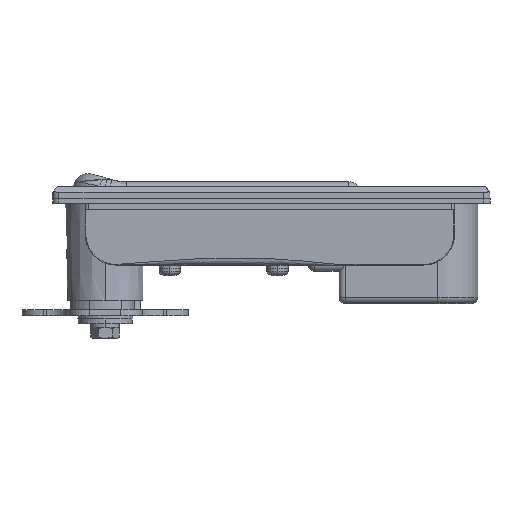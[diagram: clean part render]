
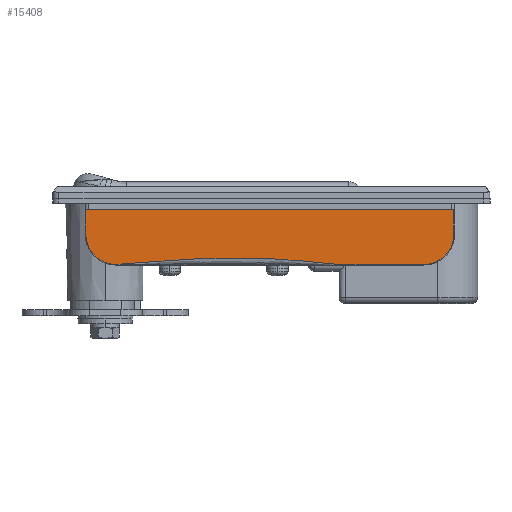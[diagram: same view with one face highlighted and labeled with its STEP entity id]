
A CAD part, left-side view. The second image highlights one B-rep face of the part: STEP entity #15408.
In plain terms, the highlighted face is planar.
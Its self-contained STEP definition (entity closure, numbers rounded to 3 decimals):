
#108 = CARTESIAN_POINT ( 'NONE',  ( 15.5, 10., -50. ) ) ;
#205 = DIRECTION ( 'NONE',  ( 0., 0., -1. ) ) ;
#390 = DIRECTION ( 'NONE',  ( 0., -1., 0. ) ) ;
#504 = CARTESIAN_POINT ( 'NONE',  ( 15.5, 19.8, 50. ) ) ;
#1098 = B_SPLINE_CURVE_WITH_KNOTS ( 'NONE', 3,
 ( #17947, #16112, #14262, #12386, #10567, #8726, #6863, #5035, #3190, #1326, #17529, #15668, #13816 ),
 .UNSPECIFIED., .F., .F.,
 ( 4, 3, 3, 3, 4 ),
 ( 0.01, 0.035, 0.06, 0.085, 0.11 ),
 .UNSPECIFIED. ) ;
#1119 = CIRCLE ( 'NONE', #4470, 9.8 ) ;
#1326 = CARTESIAN_POINT ( 'NONE',  ( 15.5, 19.8, 25. ) ) ;
#1335 = DIRECTION ( 'NONE',  ( 0., -1., 0. ) ) ;
#1736 = EDGE_CURVE ( 'NONE', #14417, #12382, #4085, .T. ) ;
#1857 = EDGE_LOOP ( 'NONE', ( #9065, #6421, #6893, #14839, #8020, #6833 ) ) ;
#1971 = AXIS2_PLACEMENT_3D ( 'NONE', #5044, #3198, #1335 ) ;
#2065 = CARTESIAN_POINT ( 'NONE',  ( 15.5, 2., 60. ) ) ;
#2111 = DIRECTION ( 'NONE',  ( 0., -1., 0. ) ) ;
#2256 = CARTESIAN_POINT ( 'NONE',  ( 15.5, 20., 59.8 ) ) ;
#2772 = VERTEX_POINT ( 'NONE', #15931 ) ;
#3042 = DIRECTION ( 'NONE',  ( 0., 1., 0. ) ) ;
#3190 = CARTESIAN_POINT ( 'NONE',  ( 15.5, 19.8, 16.667 ) ) ;
#3198 = DIRECTION ( 'NONE',  ( -1., 0., 0. ) ) ;
#3231 = CARTESIAN_POINT ( 'NONE',  ( 15.5, 10., 59.8 ) ) ;
#3549 = EDGE_CURVE ( 'NONE', #12752, #14417, #1119, .T. ) ;
#3913 = LINE ( 'NONE', #2065, #13945 ) ;
#3954 = DIRECTION ( 'NONE',  ( 1., 0., 0. ) ) ;
#4085 = LINE ( 'NONE', #2256, #14604 ) ;
#4470 = AXIS2_PLACEMENT_3D ( 'NONE', #5802, #3954, #2111 ) ;
#4884 = EDGE_CURVE ( 'NONE', #13079, #2772, #6722, .T. ) ;
#4887 = CARTESIAN_POINT ( 'NONE',  ( 15.5, 10., -59.8 ) ) ;
#5035 = CARTESIAN_POINT ( 'NONE',  ( 15.5, 18., 8.333 ) ) ;
#5044 = CARTESIAN_POINT ( 'NONE',  ( 15.5, 20., 60. ) ) ;
#5802 = CARTESIAN_POINT ( 'NONE',  ( 15.5, 10., 50. ) ) ;
#5911 = VECTOR ( 'NONE', #3042, 1000. ) ;
#6421 = ORIENTED_EDGE ( 'NONE', *, *, #1736, .T. ) ;
#6722 = LINE ( 'NONE', #4887, #5911 ) ;
#6833 = ORIENTED_EDGE ( 'NONE', *, *, #11325, .T. ) ;
#6850 = AXIS2_PLACEMENT_3D ( 'NONE', #108, #16311, #14460 ) ;
#6863 = CARTESIAN_POINT ( 'NONE',  ( 15.5, 18., 0. ) ) ;
#6872 = PLANE ( 'NONE',  #1971 ) ;
#6893 = ORIENTED_EDGE ( 'NONE', *, *, #16128, .T. ) ;
#8020 = ORIENTED_EDGE ( 'NONE', *, *, #15821, .T. ) ;
#8726 = CARTESIAN_POINT ( 'NONE',  ( 15.5, 18., -8.333 ) ) ;
#8757 = CARTESIAN_POINT ( 'NONE',  ( 15.5, 2., -59.8 ) ) ;
#9065 = ORIENTED_EDGE ( 'NONE', *, *, #3549, .T. ) ;
#10567 = CARTESIAN_POINT ( 'NONE',  ( 15.5, 18., -16.667 ) ) ;
#11325 = EDGE_CURVE ( 'NONE', #15701, #12752, #1098, .T. ) ;
#11594 = CARTESIAN_POINT ( 'NONE',  ( 15.5, 2., 59.8 ) ) ;
#12382 = VERTEX_POINT ( 'NONE', #11594 ) ;
#12386 = CARTESIAN_POINT ( 'NONE',  ( 15.5, 18., -25. ) ) ;
#12752 = VERTEX_POINT ( 'NONE', #504 ) ;
#13079 = VERTEX_POINT ( 'NONE', #8757 ) ;
#13816 = CARTESIAN_POINT ( 'NONE',  ( 15.5, 19.8, 50. ) ) ;
#13945 = VECTOR ( 'NONE', #205, 1000. ) ;
#14262 = CARTESIAN_POINT ( 'NONE',  ( 15.5, 18., -33.333 ) ) ;
#14417 = VERTEX_POINT ( 'NONE', #3231 ) ;
#14460 = DIRECTION ( 'NONE',  ( 0., -1., 0. ) ) ;
#14604 = VECTOR ( 'NONE', #390, 1000. ) ;
#14800 = CARTESIAN_POINT ( 'NONE',  ( 15.5, 19.8, -50. ) ) ;
#14839 = ORIENTED_EDGE ( 'NONE', *, *, #4884, .T. ) ;
#15408 = ADVANCED_FACE ( 'NONE', ( #16743 ), #6872, .F. ) ;
#15668 = CARTESIAN_POINT ( 'NONE',  ( 15.5, 19.8, 41.667 ) ) ;
#15701 = VERTEX_POINT ( 'NONE', #14800 ) ;
#15821 = EDGE_CURVE ( 'NONE', #2772, #15701, #17722, .T. ) ;
#15931 = CARTESIAN_POINT ( 'NONE',  ( 15.5, 10., -59.8 ) ) ;
#16112 = CARTESIAN_POINT ( 'NONE',  ( 15.5, 19.8, -41.667 ) ) ;
#16128 = EDGE_CURVE ( 'NONE', #12382, #13079, #3913, .T. ) ;
#16311 = DIRECTION ( 'NONE',  ( 1., 0., 0. ) ) ;
#16743 = FACE_OUTER_BOUND ( 'NONE', #1857, .T. ) ;
#17529 = CARTESIAN_POINT ( 'NONE',  ( 15.5, 19.8, 33.333 ) ) ;
#17722 = CIRCLE ( 'NONE', #6850, 9.8 ) ;
#17947 = CARTESIAN_POINT ( 'NONE',  ( 15.5, 19.8, -50. ) ) ;
